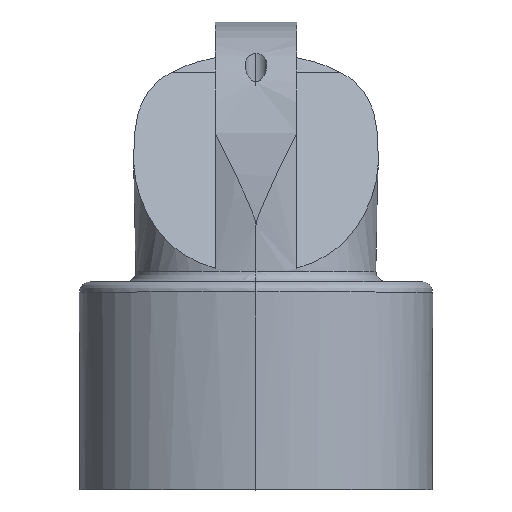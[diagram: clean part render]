
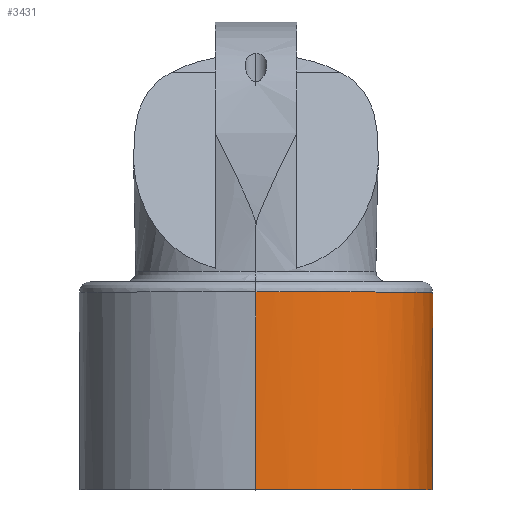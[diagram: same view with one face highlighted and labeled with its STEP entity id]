
A CAD part, top view. The second image highlights one B-rep face of the part: STEP entity #3431.
In plain terms, the highlighted free-form (B-spline) face has degree [3, 1] with [6, 2] control points.
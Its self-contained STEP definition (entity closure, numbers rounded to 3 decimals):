
#333 = CARTESIAN_POINT ( 'NONE',  ( 16.549, -20., -9.901 ) ) ;
#633 = CARTESIAN_POINT ( 'NONE',  ( 14.94, -1., -10.324 ) ) ;
#683 = CARTESIAN_POINT ( 'NONE',  ( 16.329, -1., 3.92 ) ) ;
#685 = CARTESIAN_POINT ( 'NONE',  ( 0., -20., 14.076 ) ) ;
#734 = CARTESIAN_POINT ( 'NONE',  ( 4.32, -1., -16.166 ) ) ;
#788 = CARTESIAN_POINT ( 'NONE',  ( 2.167, -1., -16.465 ) ) ;
#839 = CARTESIAN_POINT ( 'NONE',  ( 12.806, -1., -12.763 ) ) ;
#946 = VECTOR ( 'NONE', #4341, 1000. ) ;
#1343 = VERTEX_POINT ( 'NONE', #13811 ) ;
#1595 = CARTESIAN_POINT ( 'NONE',  ( 0., -20., 14.076 ) ) ;
#1619 = CARTESIAN_POINT ( 'NONE',  ( 16.549, -20., -9.901 ) ) ;
#1739 = B_SPLINE_SURFACE_WITH_KNOTS ( 'NONE', 3, 1, ( 
 ( #13259, #3801 ),
 ( #6202, #14826 ),
 ( #1619, #7718 ),
 ( #12317, #13572 ),
 ( #5267, #6466 ),
 ( #7663, #2762 ) ),
 .UNSPECIFIED., .F., .F., .F.,
 ( 4, 1, 1, 4 ),
 ( 2, 2 ),
 ( 0., 0.444, 0.544, 1. ),
 ( 0., 1. ),
 .UNSPECIFIED. ) ;
#1859 = CARTESIAN_POINT ( 'NONE',  ( 0., -1., 14.076 ) ) ;
#1892 = CARTESIAN_POINT ( 'NONE',  ( 13.216, -1., -12.405 ) ) ;
#1943 = CARTESIAN_POINT ( 'NONE',  ( 13.986, -1., -11.627 ) ) ;
#1996 = CARTESIAN_POINT ( 'NONE',  ( 16.876, -1., -3.601 ) ) ;
#2049 = CARTESIAN_POINT ( 'NONE',  ( 15.025, -1., 6.907 ) ) ;
#2149 = CARTESIAN_POINT ( 'NONE',  ( 11.303, -1., 10.798 ) ) ;
#2182 = ORIENTED_EDGE ( 'NONE', *, *, #4344, .F. ) ;
#2685 = CARTESIAN_POINT ( 'NONE',  ( 13.001, -20., -15.701 ) ) ;
#2762 = CARTESIAN_POINT ( 'NONE',  ( 0., -1., 14.076 ) ) ;
#2845 = CARTESIAN_POINT ( 'NONE',  ( 12.586, -20., 13.383 ) ) ;
#3036 = CARTESIAN_POINT ( 'NONE',  ( 15.671, -1., -8.868 ) ) ;
#3087 = CARTESIAN_POINT ( 'NONE',  ( 0., -20., 14.076 ) ) ;
#3134 = CARTESIAN_POINT ( 'NONE',  ( 17.003, -1., -0.349 ) ) ;
#3295 = CARTESIAN_POINT ( 'NONE',  ( 7.446, -1., 12.744 ) ) ;
#3392 = CARTESIAN_POINT ( 'NONE',  ( 0., -1., 14.076 ) ) ;
#3431 = ADVANCED_FACE ( 'NONE', ( #13604 ), #1739, .F. ) ;
#3442 = CARTESIAN_POINT ( 'NONE',  ( 11.743, -1., 10.483 ) ) ;
#3482 = CARTESIAN_POINT ( 'NONE',  ( 0., -20., -16.668 ) ) ;
#3801 = CARTESIAN_POINT ( 'NONE',  ( 0., -1., -16.668 ) ) ;
#4124 = LINE ( 'NONE', #685, #946 ) ;
#4236 = CARTESIAN_POINT ( 'NONE',  ( 13.723, -1., 8.646 ) ) ;
#4341 = DIRECTION ( 'NONE',  ( 0., 1., 0. ) ) ;
#4344 = EDGE_CURVE ( 'NONE', #8754, #12335, #4124, .T. ) ;
#4391 = CARTESIAN_POINT ( 'NONE',  ( 7.507, -1., -15.441 ) ) ;
#4445 = CARTESIAN_POINT ( 'NONE',  ( 2.164, -1., 13.91 ) ) ;
#4646 = CARTESIAN_POINT ( 'NONE',  ( 9.907, -1., 11.647 ) ) ;
#5222 = ORIENTED_EDGE ( 'NONE', *, *, #11902, .T. ) ;
#5267 = CARTESIAN_POINT ( 'NONE',  ( 12.586, -20., 13.383 ) ) ;
#5423 = LINE ( 'NONE', #11150, #6346 ) ;
#5484 = CARTESIAN_POINT ( 'NONE',  ( 8.543, -1., -15.115 ) ) ;
#5644 = CARTESIAN_POINT ( 'NONE',  ( 1.085, -1., 14.016 ) ) ;
#5801 = CARTESIAN_POINT ( 'NONE',  ( 5.891, -1., 13.199 ) ) ;
#6178 = CARTESIAN_POINT ( 'NONE',  ( 0., -20., -16.668 ) ) ;
#6202 = CARTESIAN_POINT ( 'NONE',  ( 13.001, -20., -15.701 ) ) ;
#6346 = VECTOR ( 'NONE', #12184, 1000. ) ;
#6466 = CARTESIAN_POINT ( 'NONE',  ( 12.586, -1., 13.383 ) ) ;
#6584 = CARTESIAN_POINT ( 'NONE',  ( 15.209, -1., -9.856 ) ) ;
#6633 = CARTESIAN_POINT ( 'NONE',  ( 1.085, -1., -16.58 ) ) ;
#6683 = CARTESIAN_POINT ( 'NONE',  ( 10.542, -1., -14.241 ) ) ;
#7149 = VERTEX_POINT ( 'NONE', #3482 ) ;
#7663 = CARTESIAN_POINT ( 'NONE',  ( 0., -20., 14.076 ) ) ;
#7718 = CARTESIAN_POINT ( 'NONE',  ( 16.549, -1., -9.901 ) ) ;
#7939 = CARTESIAN_POINT ( 'NONE',  ( 10.048, -1., -14.48 ) ) ;
#7990 = CARTESIAN_POINT ( 'NONE',  ( 15.536, -1., 5.956 ) ) ;
#8238 = CARTESIAN_POINT ( 'NONE',  ( 10.384, -1., 11.381 ) ) ;
#8754 = VERTEX_POINT ( 'NONE', #3087 ) ;
#8966 = CARTESIAN_POINT ( 'NONE',  ( 15.962, -1., -8.106 ) ) ;
#8983 = B_SPLINE_CURVE_WITH_KNOTS ( 'NONE', 3,
 ( #6178, #2685, #333, #9813, #2845, #1595 ),
 .UNSPECIFIED., .F., .F.,
 ( 4, 1, 1, 4 ),
 ( 0., 0.444, 0.544, 1. ),
 .UNSPECIFIED. ) ;
#9017 = CARTESIAN_POINT ( 'NONE',  ( 12.976, -1., 9.434 ) ) ;
#9068 = CARTESIAN_POINT ( 'NONE',  ( 0.542, -1., -16.628 ) ) ;
#9121 = CARTESIAN_POINT ( 'NONE',  ( 11.49, -1., -13.712 ) ) ;
#9173 = CARTESIAN_POINT ( 'NONE',  ( 2.707, -1., -16.399 ) ) ;
#9241 = EDGE_CURVE ( 'NONE', #1343, #12335, #14957, .T. ) ;
#9813 = CARTESIAN_POINT ( 'NONE',  ( 17.461, -20., 5.406 ) ) ;
#10156 = CARTESIAN_POINT ( 'NONE',  ( 16.38, -1., -6.817 ) ) ;
#10167 = EDGE_LOOP ( 'NONE', ( #5222, #13833, #2182, #13889 ) ) ;
#10205 = CARTESIAN_POINT ( 'NONE',  ( 15.561, -1., -9.12 ) ) ;
#10256 = CARTESIAN_POINT ( 'NONE',  ( 16.986, -1., -1.977 ) ) ;
#10310 = CARTESIAN_POINT ( 'NONE',  ( 16.935, -1., 0.743 ) ) ;
#10361 = CARTESIAN_POINT ( 'NONE',  ( 14.329, -1., -11.21 ) ) ;
#11150 = CARTESIAN_POINT ( 'NONE',  ( 0., -20., -16.668 ) ) ;
#11342 = CARTESIAN_POINT ( 'NONE',  ( 14.074, -1., 8.223 ) ) ;
#11393 = CARTESIAN_POINT ( 'NONE',  ( 16.961, -1., -2.518 ) ) ;
#11443 = CARTESIAN_POINT ( 'NONE',  ( 12.579, -1., 9.801 ) ) ;
#11494 = CARTESIAN_POINT ( 'NONE',  ( 11.946, -1., -13.42 ) ) ;
#11704 = EDGE_CURVE ( 'NONE', #7149, #8754, #8983, .T. ) ;
#11750 = CARTESIAN_POINT ( 'NONE',  ( 4.302, -1., 13.563 ) ) ;
#11902 = EDGE_CURVE ( 'NONE', #7149, #1343, #5423, .T. ) ;
#12184 = DIRECTION ( 'NONE',  ( 0., 1., 0. ) ) ;
#12317 = CARTESIAN_POINT ( 'NONE',  ( 17.461, -20., 5.406 ) ) ;
#12335 = VERTEX_POINT ( 'NONE', #1859 ) ;
#12687 = CARTESIAN_POINT ( 'NONE',  ( 16.591, -1., -5.756 ) ) ;
#13259 = CARTESIAN_POINT ( 'NONE',  ( 0., -20., -16.668 ) ) ;
#13572 = CARTESIAN_POINT ( 'NONE',  ( 17.461, -1., 5.406 ) ) ;
#13604 = FACE_OUTER_BOUND ( 'NONE', #10167, .T. ) ;
#13790 = CARTESIAN_POINT ( 'NONE',  ( 0., -1., -16.668 ) ) ;
#13811 = CARTESIAN_POINT ( 'NONE',  ( 0., -1., -16.668 ) ) ;
#13833 = ORIENTED_EDGE ( 'NONE', *, *, #9241, .T. ) ;
#13842 = CARTESIAN_POINT ( 'NONE',  ( 5.392, -1., -15.968 ) ) ;
#13889 = ORIENTED_EDGE ( 'NONE', *, *, #11704, .F. ) ;
#13895 = CARTESIAN_POINT ( 'NONE',  ( 13.416, -1., -12.215 ) ) ;
#13950 = CARTESIAN_POINT ( 'NONE',  ( 3.769, -1., 13.661 ) ) ;
#14049 = CARTESIAN_POINT ( 'NONE',  ( 8.454, -1., 12.365 ) ) ;
#14826 = CARTESIAN_POINT ( 'NONE',  ( 13.001, -1., -15.701 ) ) ;
#14889 = CARTESIAN_POINT ( 'NONE',  ( 15.871, -1., -8.361 ) ) ;
#14938 = CARTESIAN_POINT ( 'NONE',  ( 12.595, -1., -12.934 ) ) ;
#14957 = B_SPLINE_CURVE_WITH_KNOTS ( 'NONE', 3,
 ( #13790, #9068, #6633, #788, #9173, #734, #13842, #4391, #5484, #7939, #6683, #9121, #11494, #14938, #839, #1892, #13895, #1943, #10361, #633, #6584, #10205, #3036, #14889, #8966, #10156, #12687, #14988, #1996, #11393, #10256, #3134, #10310, #15092, #683, #7990, #2049, #11342, #4236, #9017, #11443, #3442, #2149, #8238, #4646, #14049, #3295, #5801, #15296, #11750, #13950, #4445, #5644, #3392 ),
 .UNSPECIFIED., .F., .F.,
 ( 4, 2, 2, 2, 2, 2, 2, 2, 2, 2, 2, 2, 2, 2, 2, 2, 2, 2, 2, 2, 2, 2, 2, 2, 2, 2, 4 ),
 ( 0., 0.002, 0.003, 0.007, 0.01, 0.011, 0.013, 0.014, 0.015, 0.016, 0.018, 0.019, 0.02, 0.023, 0.024, 0.026, 0.029, 0.033, 0.036, 0.037, 0.039, 0.041, 0.042, 0.046, 0.047, 0.049, 0.052 ),
 .UNSPECIFIED. ) ;
#14988 = CARTESIAN_POINT ( 'NONE',  ( 16.816, -1., -4.143 ) ) ;
#15092 = CARTESIAN_POINT ( 'NONE',  ( 16.597, -1., 2.874 ) ) ;
#15296 = CARTESIAN_POINT ( 'NONE',  ( 5.364, -1., 13.332 ) ) ;
